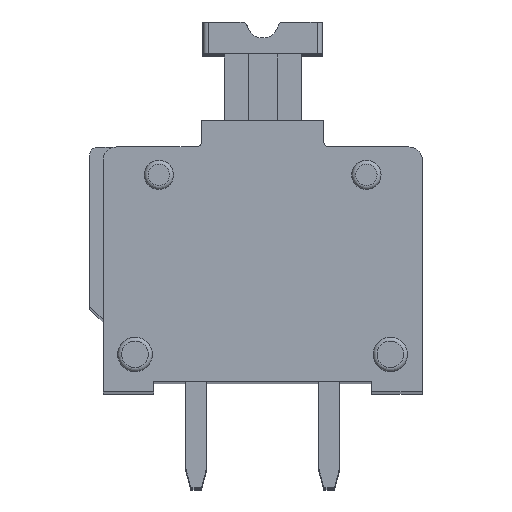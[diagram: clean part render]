
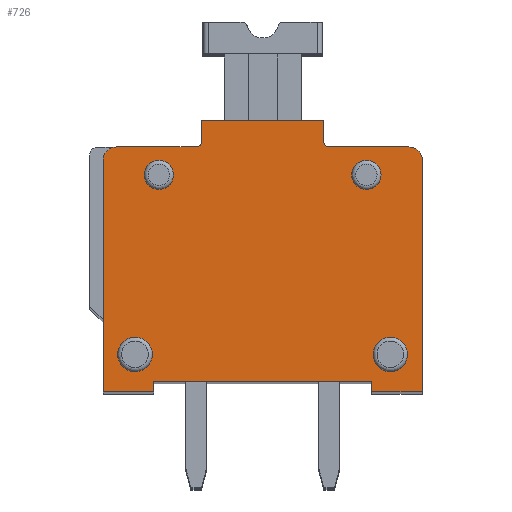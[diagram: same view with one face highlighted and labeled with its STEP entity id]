
A CAD part, top view. The second image highlights one B-rep face of the part: STEP entity #726.
In plain terms, the highlighted planar face has unit normal (0, 0, 1).
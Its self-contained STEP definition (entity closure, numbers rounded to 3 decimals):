
#726 = ADVANCED_FACE( '', ( #1877, #1878, #1879, #1880, #1881 ), #1882, .T. );
#1877 = FACE_OUTER_BOUND( '', #3529, .T. );
#1878 = FACE_BOUND( '', #3530, .T. );
#1879 = FACE_BOUND( '', #3531, .T. );
#1880 = FACE_BOUND( '', #3532, .T. );
#1881 = FACE_BOUND( '', #3533, .T. );
#1882 = PLANE( '', #3534 );
#3529 = EDGE_LOOP( '', ( #5523, #5524, #5525, #5526, #5527, #5528, #5529, #5530, #5531, #5532, #5533, #5534, #5535, #5536, #5537, #5538 ) );
#3530 = EDGE_LOOP( '', ( #5539 ) );
#3531 = EDGE_LOOP( '', ( #5540 ) );
#3532 = EDGE_LOOP( '', ( #5541 ) );
#3533 = EDGE_LOOP( '', ( #5542 ) );
#3534 = AXIS2_PLACEMENT_3D( '', #5543, #5544, #5545 );
#5523 = ORIENTED_EDGE( '', *, *, #10080, .T. );
#5524 = ORIENTED_EDGE( '', *, *, #10077, .T. );
#5525 = ORIENTED_EDGE( '', *, *, #10081, .F. );
#5526 = ORIENTED_EDGE( '', *, *, #10082, .F. );
#5527 = ORIENTED_EDGE( '', *, *, #10083, .F. );
#5528 = ORIENTED_EDGE( '', *, *, #10084, .T. );
#5529 = ORIENTED_EDGE( '', *, *, #10085, .F. );
#5530 = ORIENTED_EDGE( '', *, *, #9979, .F. );
#5531 = ORIENTED_EDGE( '', *, *, #9776, .T. );
#5532 = ORIENTED_EDGE( '', *, *, #10086, .T. );
#5533 = ORIENTED_EDGE( '', *, *, #10087, .T. );
#5534 = ORIENTED_EDGE( '', *, *, #9859, .T. );
#5535 = ORIENTED_EDGE( '', *, *, #10088, .T. );
#5536 = ORIENTED_EDGE( '', *, *, #10089, .F. );
#5537 = ORIENTED_EDGE( '', *, *, #10090, .T. );
#5538 = ORIENTED_EDGE( '', *, *, #10091, .F. );
#5539 = ORIENTED_EDGE( '', *, *, #10092, .F. );
#5540 = ORIENTED_EDGE( '', *, *, #10069, .F. );
#5541 = ORIENTED_EDGE( '', *, *, #10093, .F. );
#5542 = ORIENTED_EDGE( '', *, *, #9988, .F. );
#5543 = CARTESIAN_POINT( '', ( 5.954, 7.756, 3.5 ) );
#5544 = DIRECTION( '', ( 0., 0., 1. ) );
#5545 = DIRECTION( '', ( 1., 0., 0. ) );
#9776 = EDGE_CURVE( '', #11660, #11658, #11661, .T. );
#9859 = EDGE_CURVE( '', #11805, #11803, #11806, .T. );
#9979 = EDGE_CURVE( '', #11660, #12023, #12024, .T. );
#9988 = EDGE_CURVE( '', #12038, #12038, #12039, .T. );
#10069 = EDGE_CURVE( '', #12183, #12183, #12184, .T. );
#10077 = EDGE_CURVE( '', #12197, #12195, #12198, .T. );
#10080 = EDGE_CURVE( '', #12201, #12197, #12202, .T. );
#10081 = EDGE_CURVE( '', #12203, #12195, #12204, .T. );
#10082 = EDGE_CURVE( '', #12205, #12203, #12206, .T. );
#10083 = EDGE_CURVE( '', #12207, #12205, #12208, .T. );
#10084 = EDGE_CURVE( '', #12207, #12209, #12210, .T. );
#10085 = EDGE_CURVE( '', #12023, #12209, #12211, .T. );
#10086 = EDGE_CURVE( '', #11658, #12212, #12213, .T. );
#10087 = EDGE_CURVE( '', #12212, #11805, #12214, .T. );
#10088 = EDGE_CURVE( '', #11803, #12215, #12216, .T. );
#10089 = EDGE_CURVE( '', #12217, #12215, #12218, .T. );
#10090 = EDGE_CURVE( '', #12217, #12219, #12220, .T. );
#10091 = EDGE_CURVE( '', #12201, #12219, #12221, .T. );
#10092 = EDGE_CURVE( '', #12222, #12222, #12223, .T. );
#10093 = EDGE_CURVE( '', #12224, #12224, #12225, .T. );
#11658 = VERTEX_POINT( '', #14415 );
#11660 = VERTEX_POINT( '', #14418 );
#11661 = LINE( '', #14419, #14420 );
#11803 = VERTEX_POINT( '', #14670 );
#11805 = VERTEX_POINT( '', #14673 );
#11806 = LINE( '', #14674, #14675 );
#12023 = VERTEX_POINT( '', #14997 );
#12024 = CIRCLE( '', #14998, 0.5 );
#12038 = VERTEX_POINT( '', #15017 );
#12039 = CIRCLE( '', #15018, 0.55 );
#12183 = VERTEX_POINT( '', #15215 );
#12184 = CIRCLE( '', #15216, 0.55 );
#12195 = VERTEX_POINT( '', #15231 );
#12197 = VERTEX_POINT( '', #15234 );
#12198 = LINE( '', #15235, #15236 );
#12201 = VERTEX_POINT( '', #15240 );
#12202 = LINE( '', #15241, #15242 );
#12203 = VERTEX_POINT( '', #15243 );
#12204 = LINE( '', #15244, #15245 );
#12205 = VERTEX_POINT( '', #15246 );
#12206 = LINE( '', #15247, #15248 );
#12207 = VERTEX_POINT( '', #15249 );
#12208 = LINE( '', #15250, #15251 );
#12209 = VERTEX_POINT( '', #15252 );
#12210 = LINE( '', #15253, #15254 );
#12211 = LINE( '', #15255, #15256 );
#12212 = VERTEX_POINT( '', #15257 );
#12213 = CIRCLE( '', #15258, 0.2 );
#12214 = LINE( '', #15259, #15260 );
#12215 = VERTEX_POINT( '', #15261 );
#12216 = LINE( '', #15262, #15263 );
#12217 = VERTEX_POINT( '', #15264 );
#12218 = CIRCLE( '', #15265, 0.2 );
#12219 = VERTEX_POINT( '', #15266 );
#12220 = LINE( '', #15267, #15268 );
#12221 = CIRCLE( '', #15269, 0.5 );
#12222 = VERTEX_POINT( '', #15270 );
#12223 = CIRCLE( '', #15271, 0.65 );
#12224 = VERTEX_POINT( '', #15272 );
#12225 = CIRCLE( '', #15273, 0.65 );
#14415 = CARTESIAN_POINT( '', ( 8.5, 9.2, 3.5 ) );
#14418 = CARTESIAN_POINT( '', ( 11.5, 9.2, 3.5 ) );
#14419 = CARTESIAN_POINT( '', ( 7.771, 9.2, 3.5 ) );
#14420 = VECTOR( '', #18508, 1000. );
#14670 = CARTESIAN_POINT( '', ( 3.7, 10.2, 3.5 ) );
#14673 = CARTESIAN_POINT( '', ( 8.3, 10.2, 3.5 ) );
#14674 = CARTESIAN_POINT( '', ( 7.771, 10.2, 3.5 ) );
#14675 = VECTOR( '', #18597, 1000. );
#14997 = CARTESIAN_POINT( '', ( 12., 8.7, 3.5 ) );
#14998 = AXIS2_PLACEMENT_3D( '', #18727, #18728, #18729 );
#15017 = CARTESIAN_POINT( '', ( 10.45, 8.15, 3.5 ) );
#15018 = AXIS2_PLACEMENT_3D( '', #18738, #18739, #18740 );
#15215 = CARTESIAN_POINT( '', ( 2.65, 8.15, 3.5 ) );
#15216 = AXIS2_PLACEMENT_3D( '', #18839, #18840, #18841 );
#15231 = CARTESIAN_POINT( '', ( 1.9, 0., 3.5 ) );
#15234 = CARTESIAN_POINT( '', ( 0., 0., 3.5 ) );
#15235 = CARTESIAN_POINT( '', ( 7.771, 0., 3.5 ) );
#15236 = VECTOR( '', #18847, 1000. );
#15240 = CARTESIAN_POINT( '', ( 0., 8.7, 3.5 ) );
#15241 = CARTESIAN_POINT( '', ( 0., 7.285, 3.5 ) );
#15242 = VECTOR( '', #18849, 1000. );
#15243 = CARTESIAN_POINT( '', ( 1.9, 0.4, 3.5 ) );
#15244 = CARTESIAN_POINT( '', ( 1.9, 7.285, 3.5 ) );
#15245 = VECTOR( '', #18850, 1000. );
#15246 = CARTESIAN_POINT( '', ( 10.1, 0.4, 3.5 ) );
#15247 = CARTESIAN_POINT( '', ( 7.771, 0.4, 3.5 ) );
#15248 = VECTOR( '', #18851, 1000. );
#15249 = CARTESIAN_POINT( '', ( 10.1, 0., 3.5 ) );
#15250 = CARTESIAN_POINT( '', ( 10.1, 7.285, 3.5 ) );
#15251 = VECTOR( '', #18852, 1000. );
#15252 = CARTESIAN_POINT( '', ( 12., 0., 3.5 ) );
#15253 = CARTESIAN_POINT( '', ( 7.771, 0., 3.5 ) );
#15254 = VECTOR( '', #18853, 1000. );
#15255 = CARTESIAN_POINT( '', ( 12., 7.285, 3.5 ) );
#15256 = VECTOR( '', #18854, 1000. );
#15257 = CARTESIAN_POINT( '', ( 8.3, 9.4, 3.5 ) );
#15258 = AXIS2_PLACEMENT_3D( '', #18855, #18856, #18857 );
#15259 = CARTESIAN_POINT( '', ( 8.3, 7.285, 3.5 ) );
#15260 = VECTOR( '', #18858, 1000. );
#15261 = CARTESIAN_POINT( '', ( 3.7, 9.4, 3.5 ) );
#15262 = CARTESIAN_POINT( '', ( 3.7, 7.285, 3.5 ) );
#15263 = VECTOR( '', #18859, 1000. );
#15264 = CARTESIAN_POINT( '', ( 3.5, 9.2, 3.5 ) );
#15265 = AXIS2_PLACEMENT_3D( '', #18860, #18861, #18862 );
#15266 = CARTESIAN_POINT( '', ( 0.5, 9.2, 3.5 ) );
#15267 = CARTESIAN_POINT( '', ( 7.771, 9.2, 3.5 ) );
#15268 = VECTOR( '', #18863, 1000. );
#15269 = AXIS2_PLACEMENT_3D( '', #18864, #18865, #18866 );
#15270 = CARTESIAN_POINT( '', ( 1.85, 1.4, 3.5 ) );
#15271 = AXIS2_PLACEMENT_3D( '', #18867, #18868, #18869 );
#15272 = CARTESIAN_POINT( '', ( 11.45, 1.4, 3.5 ) );
#15273 = AXIS2_PLACEMENT_3D( '', #18870, #18871, #18872 );
#18508 = DIRECTION( '', ( -1., 0., 0. ) );
#18597 = DIRECTION( '', ( -1., 0., 0. ) );
#18727 = CARTESIAN_POINT( '', ( 11.5, 8.7, 3.5 ) );
#18728 = DIRECTION( '', ( 0., 0., -1. ) );
#18729 = DIRECTION( '', ( -1., 0., 0. ) );
#18738 = CARTESIAN_POINT( '', ( 9.9, 8.15, 3.5 ) );
#18739 = DIRECTION( '', ( 0., 0., 1. ) );
#18740 = DIRECTION( '', ( 1., 0., 0. ) );
#18839 = CARTESIAN_POINT( '', ( 2.1, 8.15, 3.5 ) );
#18840 = DIRECTION( '', ( 0., 0., 1. ) );
#18841 = DIRECTION( '', ( 1., 0., 0. ) );
#18847 = DIRECTION( '', ( 1., 0., 0. ) );
#18849 = DIRECTION( '', ( 0., -1., 0. ) );
#18850 = DIRECTION( '', ( 0., -1., 0. ) );
#18851 = DIRECTION( '', ( -1., 0., 0. ) );
#18852 = DIRECTION( '', ( 0., 1., 0. ) );
#18853 = DIRECTION( '', ( 1., 0., 0. ) );
#18854 = DIRECTION( '', ( 0., -1., 0. ) );
#18855 = CARTESIAN_POINT( '', ( 8.5, 9.4, 3.5 ) );
#18856 = DIRECTION( '', ( 0., 0., -1. ) );
#18857 = DIRECTION( '', ( -1., 0., 0. ) );
#18858 = DIRECTION( '', ( 0., 1., 0. ) );
#18859 = DIRECTION( '', ( 0., -1., 0. ) );
#18860 = CARTESIAN_POINT( '', ( 3.5, 9.4, 3.5 ) );
#18861 = DIRECTION( '', ( 0., 0., 1. ) );
#18862 = DIRECTION( '', ( 1., 0., 0. ) );
#18863 = DIRECTION( '', ( -1., 0., 0. ) );
#18864 = CARTESIAN_POINT( '', ( 0.5, 8.7, 3.5 ) );
#18865 = DIRECTION( '', ( 0., 0., -1. ) );
#18866 = DIRECTION( '', ( -1., 0., 0. ) );
#18867 = CARTESIAN_POINT( '', ( 1.2, 1.4, 3.5 ) );
#18868 = DIRECTION( '', ( 0., 0., 1. ) );
#18869 = DIRECTION( '', ( 1., 0., 0. ) );
#18870 = CARTESIAN_POINT( '', ( 10.8, 1.4, 3.5 ) );
#18871 = DIRECTION( '', ( 0., 0., 1. ) );
#18872 = DIRECTION( '', ( 1., 0., 0. ) );
